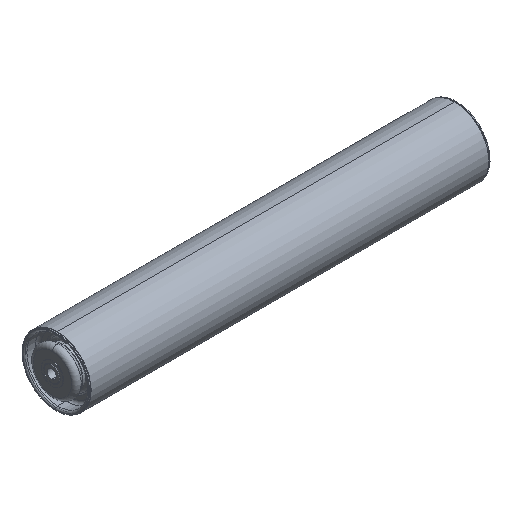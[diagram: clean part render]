
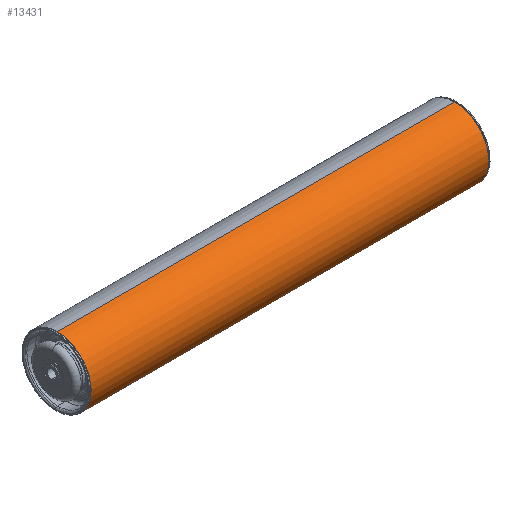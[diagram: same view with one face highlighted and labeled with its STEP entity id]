
A CAD part, isometric view. The second image highlights one B-rep face of the part: STEP entity #13431.
In plain terms, the highlighted cylindrical face has radius 25 mm (diameter 50 mm), a partial arc.
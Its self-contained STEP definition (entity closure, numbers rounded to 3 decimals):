
#79 = CARTESIAN_POINT ( 'NONE',  ( 1., 0., 0. ) ) ;
#341 = DIRECTION ( 'NONE',  ( 1., 0., 0. ) ) ;
#715 = CARTESIAN_POINT ( 'NONE',  ( 1., 0., 25. ) ) ;
#2358 = CARTESIAN_POINT ( 'NONE',  ( 293., 0., 0. ) ) ;
#2506 = CARTESIAN_POINT ( 'NONE',  ( 1., 0., -25. ) ) ;
#2900 = FACE_OUTER_BOUND ( 'NONE', #15701, .T. ) ;
#3721 = CARTESIAN_POINT ( 'NONE',  ( 293., 0., -25. ) ) ;
#3882 = LINE ( 'NONE', #25303, #9500 ) ;
#5363 = CARTESIAN_POINT ( 'NONE',  ( 293., 0., -25. ) ) ;
#5714 = CYLINDRICAL_SURFACE ( 'NONE', #8518, 25. ) ;
#5888 = EDGE_CURVE ( 'NONE', #11004, #7570, #19218, .T. ) ;
#6337 = DIRECTION ( 'NONE',  ( 1., 0., 0. ) ) ;
#7485 = DIRECTION ( 'NONE',  ( -1., 0., 0. ) ) ;
#7570 = VERTEX_POINT ( 'NONE', #5363 ) ;
#8518 = AXIS2_PLACEMENT_3D ( 'NONE', #14841, #16938, #23167 ) ;
#8539 = VECTOR ( 'NONE', #7485, 1000. ) ;
#9193 = LINE ( 'NONE', #3721, #8539 ) ;
#9500 = VECTOR ( 'NONE', #21403, 1000. ) ;
#9745 = AXIS2_PLACEMENT_3D ( 'NONE', #79, #6337, #10479 ) ;
#10365 = CARTESIAN_POINT ( 'NONE',  ( 293., 0., 25. ) ) ;
#10479 = DIRECTION ( 'NONE',  ( 0., 0., -1. ) ) ;
#11004 = VERTEX_POINT ( 'NONE', #10365 ) ;
#13099 = CIRCLE ( 'NONE', #9745, 25. ) ;
#13142 = EDGE_CURVE ( 'NONE', #11004, #23153, #3882, .T. ) ;
#13188 = EDGE_CURVE ( 'NONE', #7570, #15976, #9193, .T. ) ;
#13431 = ADVANCED_FACE ( 'NONE', ( #2900 ), #5714, .T. ) ;
#13756 = AXIS2_PLACEMENT_3D ( 'NONE', #2358, #341, #13926 ) ;
#13926 = DIRECTION ( 'NONE',  ( 0., 0., -1. ) ) ;
#14841 = CARTESIAN_POINT ( 'NONE',  ( 293., 0., 0. ) ) ;
#15701 = EDGE_LOOP ( 'NONE', ( #20268, #23814, #19063, #22853 ) ) ;
#15976 = VERTEX_POINT ( 'NONE', #2506 ) ;
#16938 = DIRECTION ( 'NONE',  ( -1., 0., 0. ) ) ;
#19063 = ORIENTED_EDGE ( 'NONE', *, *, #13142, .T. ) ;
#19218 = CIRCLE ( 'NONE', #13756, 25. ) ;
#20268 = ORIENTED_EDGE ( 'NONE', *, *, #13188, .F. ) ;
#21403 = DIRECTION ( 'NONE',  ( -1., 0., 0. ) ) ;
#22615 = EDGE_CURVE ( 'NONE', #23153, #15976, #13099, .T. ) ;
#22853 = ORIENTED_EDGE ( 'NONE', *, *, #22615, .T. ) ;
#23153 = VERTEX_POINT ( 'NONE', #715 ) ;
#23167 = DIRECTION ( 'NONE',  ( 0., 0., 1. ) ) ;
#23814 = ORIENTED_EDGE ( 'NONE', *, *, #5888, .F. ) ;
#25303 = CARTESIAN_POINT ( 'NONE',  ( 293., 0., 25. ) ) ;
